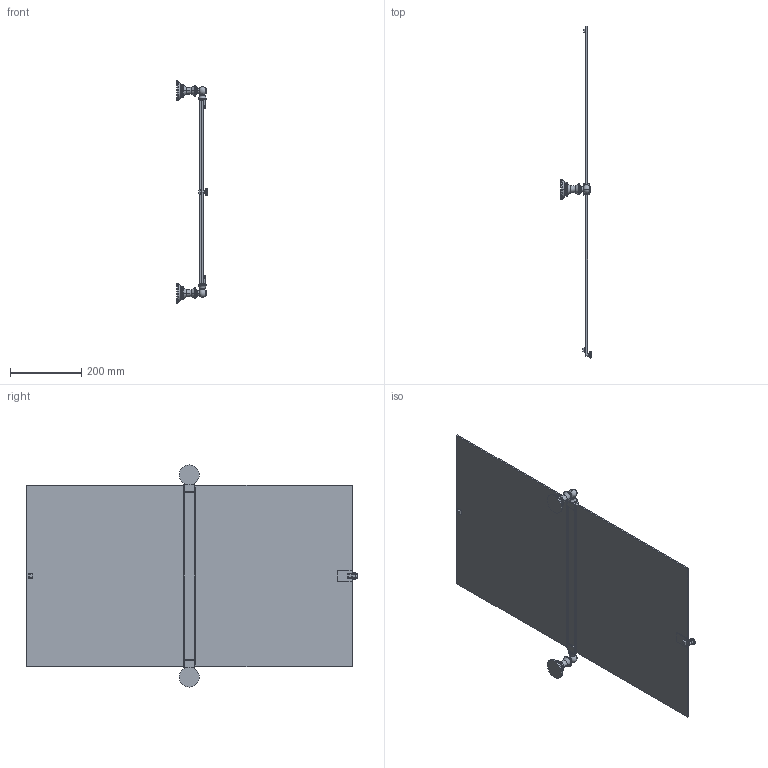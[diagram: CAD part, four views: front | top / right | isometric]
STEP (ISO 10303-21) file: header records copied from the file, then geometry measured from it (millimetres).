
FILE_DESCRIPTION((''),'2;1');
FILE_NAME('5642','2021-06-22T12:28:51',('jinson.thomas'),(''),'CREO PARAMETRIC BY PTC INC, 2018400','CREO PARAMETRIC BY PTC INC, 2018400','');
FILE_SCHEMA(('CONFIG_CONTROL_DESIGN'));
Length unit declared in the file: inch
Products named in the file (1): 5642
Bounding box: 86.57 x 929.26 x 622.3 mm (x, y, z)
Volume: 2887160.8 mm3; surface area: 987893.5 mm2
Topology: 1 solids, 1 shells, 631 faces, 1372 edges, 736 vertices
Faces by surface type: plane 259, torus 226, cylinder 110, sphere 28, bspline 4, cone 4
Entity records: 17544 total; most frequent: CARTESIAN_POINT 4479, DIRECTION 2732, ORIENTED_EDGE 2688, EDGE_CURVE 1344, AXIS2_PLACEMENT_3D 1129, VERTEX_POINT 736, EDGE_LOOP 656, FACE_OUTER_BOUND 631
